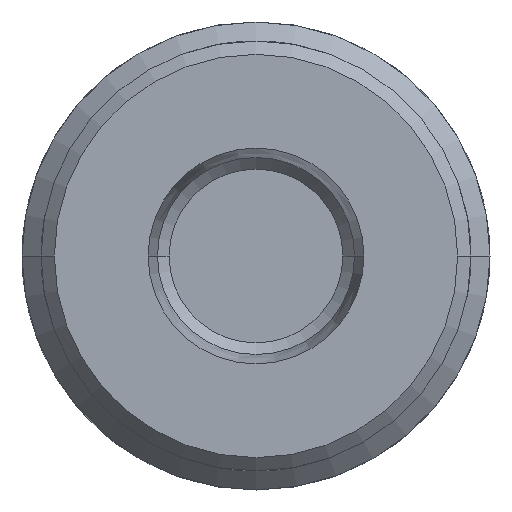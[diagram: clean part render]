
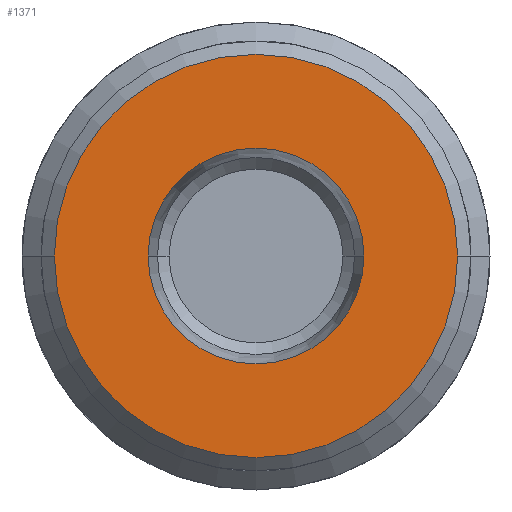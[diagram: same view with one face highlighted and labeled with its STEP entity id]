
A CAD part, left-side view. The second image highlights one B-rep face of the part: STEP entity #1371.
In plain terms, the highlighted planar face has unit normal (-1, 0, 0).
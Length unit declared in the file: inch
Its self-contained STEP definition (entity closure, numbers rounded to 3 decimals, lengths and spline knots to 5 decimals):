
#115=CARTESIAN_POINT('',(0.,0.,0.));
#116=DIRECTION('',(-1.,0.,0.));
#117=DIRECTION('',(0.,1.,0.));
#118=AXIS2_PLACEMENT_3D('',#115,#116,#117);
#124=CARTESIAN_POINT('',(0.,0.,0.));
#125=DIRECTION('',(-1.,0.,0.));
#126=DIRECTION('',(0.,-1.,0.));
#127=AXIS2_PLACEMENT_3D('',#124,#125,#126);
#132=CARTESIAN_POINT('',(0.,0.,0.));
#133=DIRECTION('',(-1.,0.,0.));
#134=DIRECTION('',(0.,1.,0.));
#135=AXIS2_PLACEMENT_3D('',#132,#133,#134);
#140=CARTESIAN_POINT('',(0.,0.,0.));
#141=DIRECTION('',(-1.,0.,0.));
#142=DIRECTION('',(0.,-1.,0.));
#143=AXIS2_PLACEMENT_3D('',#140,#141,#142);
#1216=CARTESIAN_POINT('',(0.,0.2435,0.));
#1217=CARTESIAN_POINT('',(0.,-0.2435,0.));
#1218=VERTEX_POINT('',#1216);
#1219=VERTEX_POINT('',#1217);
#1228=CARTESIAN_POINT('',(0.,0.455,0.));
#1229=CARTESIAN_POINT('',(0.,-0.455,0.));
#1230=VERTEX_POINT('',#1228);
#1231=VERTEX_POINT('',#1229);
#1354=CARTESIAN_POINT('',(0.,0.,0.));
#1355=DIRECTION('',(1.,0.,0.));
#1356=DIRECTION('',(0.,0.,-1.));
#1357=AXIS2_PLACEMENT_3D('',#1354,#1355,#1356);
#1358=PLANE('',#1357);
#1360=ORIENTED_EDGE('',*,*,#1359,.F.);
#1362=ORIENTED_EDGE('',*,*,#1361,.F.);
#1363=EDGE_LOOP('',(#1360,#1362));
#1364=FACE_OUTER_BOUND('',#1363,.F.);
#1366=ORIENTED_EDGE('',*,*,#1365,.T.);
#1368=ORIENTED_EDGE('',*,*,#1367,.T.);
#1369=EDGE_LOOP('',(#1366,#1368));
#1370=FACE_BOUND('',#1369,.F.);
#119=CIRCLE('',#118,0.2435);
#128=CIRCLE('',#127,0.2435);
#136=CIRCLE('',#135,0.455);
#144=CIRCLE('',#143,0.455);
#1359=EDGE_CURVE('',#1230,#1231,#136,.T.);
#1361=EDGE_CURVE('',#1231,#1230,#144,.T.);
#1365=EDGE_CURVE('',#1218,#1219,#119,.T.);
#1367=EDGE_CURVE('',#1219,#1218,#128,.T.);
#1371=ADVANCED_FACE('',(#1364,#1370),#1358,.F.);
